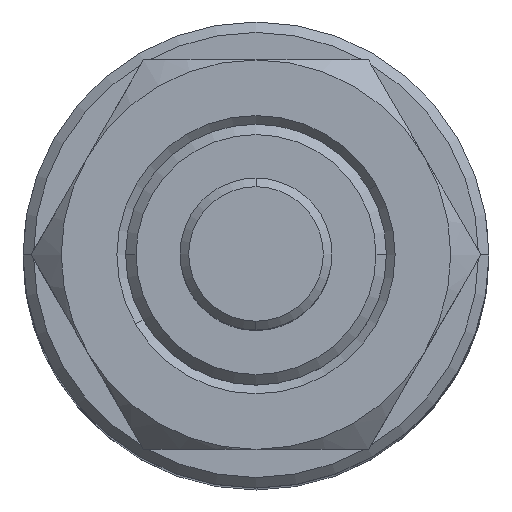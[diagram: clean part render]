
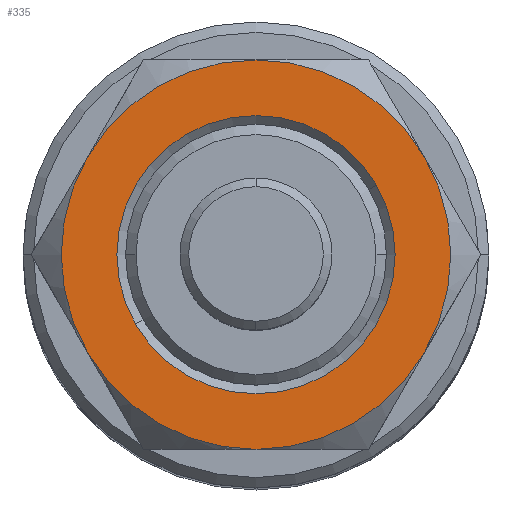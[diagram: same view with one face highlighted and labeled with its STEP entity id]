
A CAD part, top view. The second image highlights one B-rep face of the part: STEP entity #335.
In plain terms, the highlighted planar face has unit normal (0, 0, 1).
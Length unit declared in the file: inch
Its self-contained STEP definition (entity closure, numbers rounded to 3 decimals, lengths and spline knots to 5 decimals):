
#11 = EDGE_CURVE ( 'NONE', #582, #2538, #1180, .T. ) ;
#39 = EDGE_LOOP ( 'NONE', ( #1815, #1857 ) ) ;
#82 = VERTEX_POINT ( 'NONE', #833 ) ;
#85 = DIRECTION ( 'NONE',  ( -1., 0., 0. ) ) ;
#101 = EDGE_CURVE ( 'NONE', #82, #2198, #2229, .T. ) ;
#129 = DIRECTION ( 'NONE',  ( 0., 0., 1. ) ) ;
#137 = DIRECTION ( 'NONE',  ( 0., 0., -1. ) ) ;
#181 = AXIS2_PLACEMENT_3D ( 'NONE', #423, #1997, #649 ) ;
#214 = ORIENTED_EDGE ( 'NONE', *, *, #408, .F. ) ;
#223 = DIRECTION ( 'NONE',  ( 0., 0., -1. ) ) ;
#256 = ORIENTED_EDGE ( 'NONE', *, *, #1127, .F. ) ;
#282 = CARTESIAN_POINT ( 'NONE',  ( -0.4, 0., 0.21 ) ) ;
#335 = ADVANCED_FACE ( 'NONE', ( #1087, #497 ), #1435, .F. ) ;
#336 = DIRECTION ( 'NONE',  ( -1., 0., 0. ) ) ;
#366 = CARTESIAN_POINT ( 'NONE',  ( 0., 0., 0.21 ) ) ;
#376 = CARTESIAN_POINT ( 'NONE',  ( 0., 0., 0.21 ) ) ;
#388 = CARTESIAN_POINT ( 'NONE',  ( 0.28, 0.48497, 0.21 ) ) ;
#408 = EDGE_CURVE ( 'NONE', #790, #1882, #1483, .T. ) ;
#423 = CARTESIAN_POINT ( 'NONE',  ( 0., 0., 0.21 ) ) ;
#489 = CARTESIAN_POINT ( 'NONE',  ( 0.56, 0., 0.21 ) ) ;
#497 = FACE_OUTER_BOUND ( 'NONE', #2385, .T. ) ;
#582 = VERTEX_POINT ( 'NONE', #489 ) ;
#588 = VERTEX_POINT ( 'NONE', #1385 ) ;
#605 = DIRECTION ( 'NONE',  ( -1., 0., 0. ) ) ;
#649 = DIRECTION ( 'NONE',  ( -1., 0., 0. ) ) ;
#736 = EDGE_CURVE ( 'NONE', #588, #790, #849, .T. ) ;
#783 = AXIS2_PLACEMENT_3D ( 'NONE', #376, #1950, #605 ) ;
#790 = VERTEX_POINT ( 'NONE', #2200 ) ;
#833 = CARTESIAN_POINT ( 'NONE',  ( 0.4, 0., 0.21 ) ) ;
#838 = ORIENTED_EDGE ( 'NONE', *, *, #11, .T. ) ;
#849 = CIRCLE ( 'NONE', #1941, 0.56 ) ;
#851 = DIRECTION ( 'NONE',  ( 0., 0., -1. ) ) ;
#914 = CIRCLE ( 'NONE', #783, 0.56 ) ;
#931 = ORIENTED_EDGE ( 'NONE', *, *, #1825, .F. ) ;
#982 = CARTESIAN_POINT ( 'NONE',  ( 0., 0., 0.21 ) ) ;
#1087 = FACE_BOUND ( 'NONE', #39, .T. ) ;
#1127 = EDGE_CURVE ( 'NONE', #582, #2894, #914, .T. ) ;
#1180 = CIRCLE ( 'NONE', #1513, 0.56 ) ;
#1213 = DIRECTION ( 'NONE',  ( -1., 0., 0. ) ) ;
#1218 = CARTESIAN_POINT ( 'NONE',  ( 0.56, 0.96995, 0.21 ) ) ;
#1224 = CARTESIAN_POINT ( 'NONE',  ( 0.28, -0.48497, 0.21 ) ) ;
#1294 = CARTESIAN_POINT ( 'NONE',  ( 0., 0., 0.21 ) ) ;
#1324 = ORIENTED_EDGE ( 'NONE', *, *, #736, .F. ) ;
#1385 = CARTESIAN_POINT ( 'NONE',  ( -0.28, -0.48497, 0.21 ) ) ;
#1435 = PLANE ( 'NONE',  #1605 ) ;
#1443 = DIRECTION ( 'NONE',  ( 0., 0., -1. ) ) ;
#1483 = CIRCLE ( 'NONE', #181, 0.56 ) ;
#1500 = CARTESIAN_POINT ( 'NONE',  ( 0., 0., 0.21 ) ) ;
#1510 = CARTESIAN_POINT ( 'NONE',  ( 0., 0., 0.21 ) ) ;
#1513 = AXIS2_PLACEMENT_3D ( 'NONE', #366, #129, #1937 ) ;
#1515 = DIRECTION ( 'NONE',  ( -1., 0., 0. ) ) ;
#1519 = ORIENTED_EDGE ( 'NONE', *, *, #2240, .F. ) ;
#1605 = AXIS2_PLACEMENT_3D ( 'NONE', #1218, #1443, #85 ) ;
#1722 = DIRECTION ( 'NONE',  ( -1., 0., 0. ) ) ;
#1767 = EDGE_CURVE ( 'NONE', #2198, #82, #2788, .T. ) ;
#1811 = AXIS2_PLACEMENT_3D ( 'NONE', #1510, #223, #336 ) ;
#1815 = ORIENTED_EDGE ( 'NONE', *, *, #101, .T. ) ;
#1825 = EDGE_CURVE ( 'NONE', #1882, #2538, #2135, .T. ) ;
#1857 = ORIENTED_EDGE ( 'NONE', *, *, #1767, .T. ) ;
#1882 = VERTEX_POINT ( 'NONE', #2203 ) ;
#1937 = DIRECTION ( 'NONE',  ( 1., 0., 0. ) ) ;
#1941 = AXIS2_PLACEMENT_3D ( 'NONE', #1294, #2846, #1515 ) ;
#1950 = DIRECTION ( 'NONE',  ( 0., 0., -1. ) ) ;
#1997 = DIRECTION ( 'NONE',  ( 0., 0., -1. ) ) ;
#2020 = AXIS2_PLACEMENT_3D ( 'NONE', #1500, #137, #1722 ) ;
#2135 = CIRCLE ( 'NONE', #2325, 0.56 ) ;
#2193 = CARTESIAN_POINT ( 'NONE',  ( 0., 0., 0.21 ) ) ;
#2198 = VERTEX_POINT ( 'NONE', #282 ) ;
#2200 = CARTESIAN_POINT ( 'NONE',  ( -0.56, 0., 0.21 ) ) ;
#2203 = CARTESIAN_POINT ( 'NONE',  ( -0.28, 0.48497, 0.21 ) ) ;
#2229 = CIRCLE ( 'NONE', #1811, 0.4 ) ;
#2240 = EDGE_CURVE ( 'NONE', #2894, #588, #2663, .T. ) ;
#2307 = AXIS2_PLACEMENT_3D ( 'NONE', #982, #2554, #1213 ) ;
#2325 = AXIS2_PLACEMENT_3D ( 'NONE', #2193, #851, #2423 ) ;
#2385 = EDGE_LOOP ( 'NONE', ( #214, #1324, #1519, #256, #838, #931 ) ) ;
#2423 = DIRECTION ( 'NONE',  ( -1., 0., 0. ) ) ;
#2538 = VERTEX_POINT ( 'NONE', #388 ) ;
#2554 = DIRECTION ( 'NONE',  ( 0., 0., -1. ) ) ;
#2663 = CIRCLE ( 'NONE', #2307, 0.56 ) ;
#2788 = CIRCLE ( 'NONE', #2020, 0.4 ) ;
#2846 = DIRECTION ( 'NONE',  ( 0., 0., -1. ) ) ;
#2894 = VERTEX_POINT ( 'NONE', #1224 ) ;
